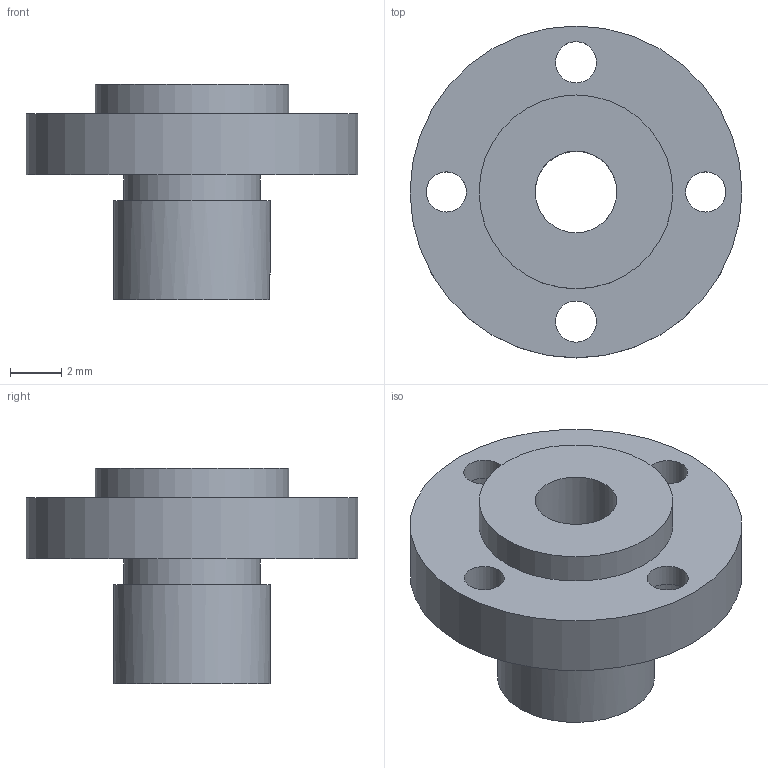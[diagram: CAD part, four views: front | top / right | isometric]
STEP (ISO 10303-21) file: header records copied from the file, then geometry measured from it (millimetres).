
FILE_DESCRIPTION(/* description */ (''),/* implementation_level */ '2;1');
FILE_NAME(/* name */ 'Connector^225-00000-000_CD.stp',/* time_stamp */ '2018-07-31T12:19:42-07:00',/* author */ ('MJ'),/* organization */ (''),/* preprocessor_version */ 'ST-DEVELOPER v16.13',/* originating_system */ 'Autodesk Inventor 2018',/* authorisation */ '');
FILE_SCHEMA (('AUTOMOTIVE_DESIGN { 1 0 10303 214 3 1 1 }'));
Length unit declared in the file: inch
Products named in the file (1): Connector^225-00000-000_CD
Bounding box: 13 x 13 x 8.46 mm (x, y, z)
Volume: 408.9 mm3; surface area: 610.1 mm2
Topology: 1 solids, 1 shells, 21 faces, 45 edges, 30 vertices
Faces by surface type: cylinder 11, plane 10
Full cylindrical faces by diameter (mm): 1.575 x2, 1.613 x2, 2.667 x2, 3.2 x1, 5.334 x1, 6.147 x1, 7.595 x1, 13.005 x1
Entity records: 578 total; most frequent: DIRECTION 100, CARTESIAN_POINT 82, ORIENTED_EDGE 64, EDGE_LOOP 46, AXIS2_PLACEMENT_3D 46, EDGE_CURVE 32, VERTEX_POINT 28, FACE_BOUND 25
